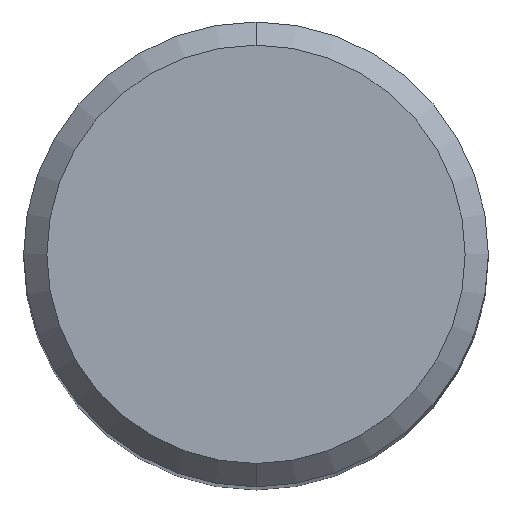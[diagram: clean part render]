
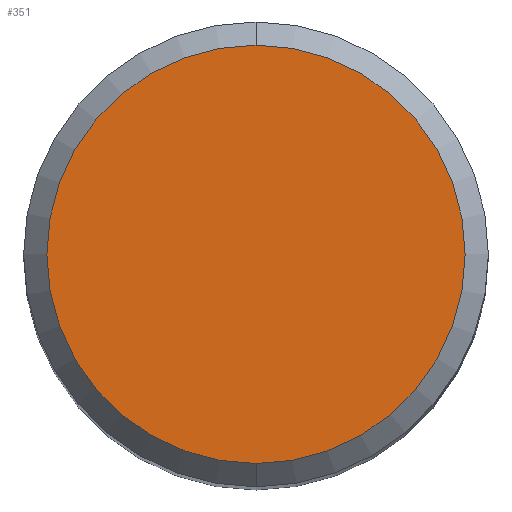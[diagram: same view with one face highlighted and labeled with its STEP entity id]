
A CAD part, top view. The second image highlights one B-rep face of the part: STEP entity #351.
In plain terms, the highlighted planar face has unit normal (0, 0, 1).
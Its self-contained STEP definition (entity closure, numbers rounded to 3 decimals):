
#351=ADVANCED_FACE('',(#947),#948,.T.);
#549=EDGE_CURVE('',#601,#661,#1161,.T.);
#601=VERTEX_POINT('',#1219);
#661=VERTEX_POINT('',#1284);
#725=EDGE_CURVE('',#661,#601,#1356,.T.);
#947=FACE_OUTER_BOUND('',#1704,.T.);
#948=PLANE('',#1705);
#1161=CIRCLE('',#3665,4.5);
#1219=CARTESIAN_POINT('',(0.0,4.5,0.0));
#1284=CARTESIAN_POINT('',(0.,-4.5,0.0));
#1356=CIRCLE('',#5533,4.5);
#1704=EDGE_LOOP('',(#6076,#6077));
#1705=AXIS2_PLACEMENT_3D('',#6078,#6079,#6080);
#3665=AXIS2_PLACEMENT_3D('',#6295,#6296,#6297);
#5533=AXIS2_PLACEMENT_3D('',#6510,#6511,#6512);
#6076=ORIENTED_EDGE('',*,*,#549,.F.);
#6077=ORIENTED_EDGE('',*,*,#725,.F.);
#6078=CARTESIAN_POINT('',(0.0,2.25,0.0));
#6079=DIRECTION('',(-0.0,0.0,1.0));
#6080=DIRECTION('',(0.0,-1.0,0.0));
#6295=CARTESIAN_POINT('',(0.0,0.0,0.0));
#6296=DIRECTION('',(0.0,0.0,-1.0));
#6297=DIRECTION('',(0.0,1.0,0.0));
#6510=CARTESIAN_POINT('',(0.0,0.0,0.0));
#6511=DIRECTION('',(0.0,0.0,-1.0));
#6512=DIRECTION('',(0.0,1.0,0.0));
